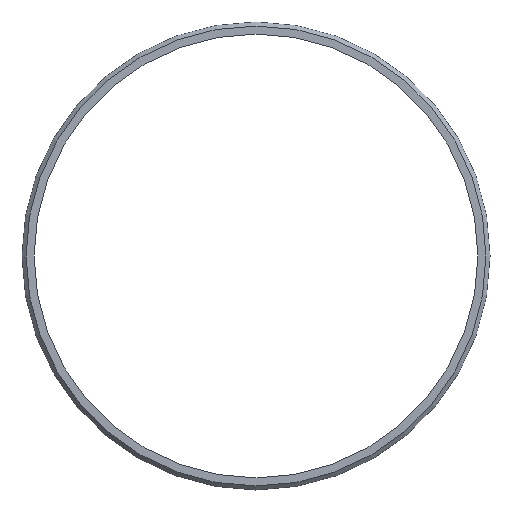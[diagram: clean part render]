
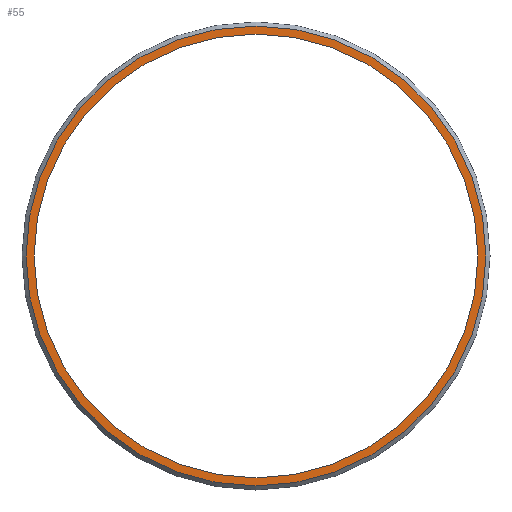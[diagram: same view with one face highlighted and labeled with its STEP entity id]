
A CAD part, left-side view. The second image highlights one B-rep face of the part: STEP entity #55.
In plain terms, the highlighted planar face has unit normal (-1, 0, 0).
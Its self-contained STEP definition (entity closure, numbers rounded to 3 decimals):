
#2 = CARTESIAN_POINT ( 'NONE',  ( -1.2, 0., -22.8 ) ) ;
#8 = CIRCLE ( 'NONE', #19, 22.8 ) ;
#13 = CARTESIAN_POINT ( 'NONE',  ( -1.2, 23.2, 0. ) ) ;
#19 = AXIS2_PLACEMENT_3D ( 'NONE', #64, #97, #178 ) ;
#24 = DIRECTION ( 'NONE',  ( 0., 0., -1. ) ) ;
#30 = CARTESIAN_POINT ( 'NONE',  ( -1.2, 0., 22.8 ) ) ;
#31 = EDGE_CURVE ( 'NONE', #102, #220, #166, .T. ) ;
#44 = VERTEX_POINT ( 'NONE', #30 ) ;
#51 = DIRECTION ( 'NONE',  ( 0., 0., 1. ) ) ;
#55 = ADVANCED_FACE ( 'NONE', ( #106, #123 ), #188, .F. ) ;
#56 = ORIENTED_EDGE ( 'NONE', *, *, #148, .T. ) ;
#64 = CARTESIAN_POINT ( 'NONE',  ( -1.2, 0., 0. ) ) ;
#86 = ORIENTED_EDGE ( 'NONE', *, *, #219, .T. ) ;
#90 = DIRECTION ( 'NONE',  ( 1., 0., 0. ) ) ;
#92 = CARTESIAN_POINT ( 'NONE',  ( -1.2, 0., 0. ) ) ;
#95 = CIRCLE ( 'NONE', #104, 22. ) ;
#96 = DIRECTION ( 'NONE',  ( -1., 0., 0. ) ) ;
#97 = DIRECTION ( 'NONE',  ( -1., 0., 0. ) ) ;
#100 = EDGE_LOOP ( 'NONE', ( #139, #165 ) ) ;
#102 = VERTEX_POINT ( 'NONE', #150 ) ;
#103 = EDGE_CURVE ( 'NONE', #220, #102, #95, .T. ) ;
#104 = AXIS2_PLACEMENT_3D ( 'NONE', #232, #96, #177 ) ;
#106 = FACE_OUTER_BOUND ( 'NONE', #199, .T. ) ;
#123 = FACE_BOUND ( 'NONE', #100, .T. ) ;
#139 = ORIENTED_EDGE ( 'NONE', *, *, #103, .F. ) ;
#141 = AXIS2_PLACEMENT_3D ( 'NONE', #92, #233, #154 ) ;
#145 = CARTESIAN_POINT ( 'NONE',  ( -1.2, 0., 0. ) ) ;
#148 = EDGE_CURVE ( 'NONE', #44, #241, #248, .T. ) ;
#150 = CARTESIAN_POINT ( 'NONE',  ( -1.2, 0., -22. ) ) ;
#154 = DIRECTION ( 'NONE',  ( 0., 0., -1. ) ) ;
#160 = CARTESIAN_POINT ( 'NONE',  ( -1.2, 0., 22. ) ) ;
#165 = ORIENTED_EDGE ( 'NONE', *, *, #31, .F. ) ;
#166 = CIRCLE ( 'NONE', #244, 22. ) ;
#177 = DIRECTION ( 'NONE',  ( 0., 0., 1. ) ) ;
#178 = DIRECTION ( 'NONE',  ( 0., 0., -1. ) ) ;
#188 = PLANE ( 'NONE',  #190 ) ;
#190 = AXIS2_PLACEMENT_3D ( 'NONE', #13, #90, #24 ) ;
#199 = EDGE_LOOP ( 'NONE', ( #86, #56 ) ) ;
#219 = EDGE_CURVE ( 'NONE', #241, #44, #8, .T. ) ;
#220 = VERTEX_POINT ( 'NONE', #160 ) ;
#222 = DIRECTION ( 'NONE',  ( -1., 0., 0. ) ) ;
#232 = CARTESIAN_POINT ( 'NONE',  ( -1.2, 0., 0. ) ) ;
#233 = DIRECTION ( 'NONE',  ( -1., 0., 0. ) ) ;
#241 = VERTEX_POINT ( 'NONE', #2 ) ;
#244 = AXIS2_PLACEMENT_3D ( 'NONE', #145, #222, #51 ) ;
#248 = CIRCLE ( 'NONE', #141, 22.8 ) ;
